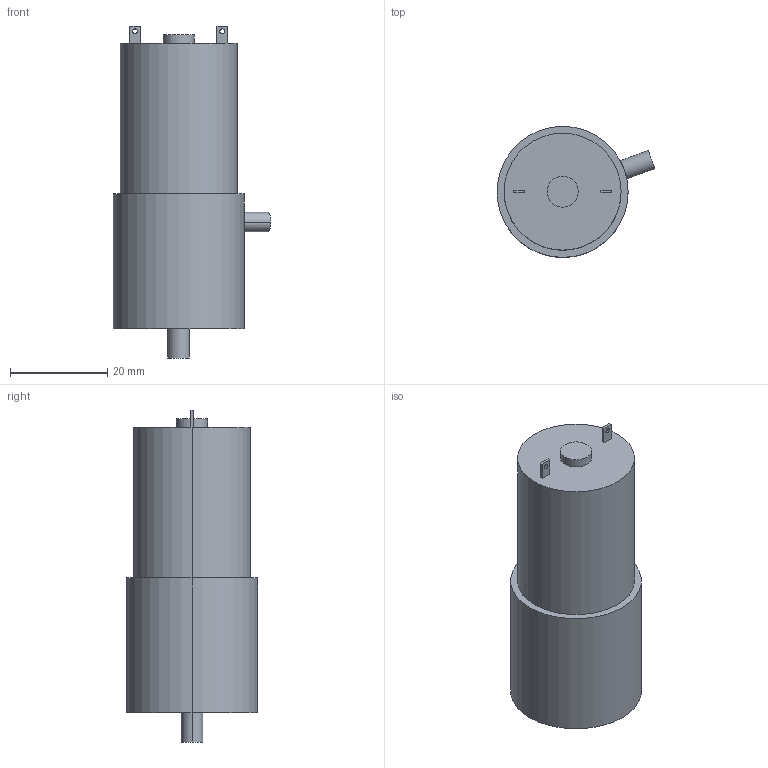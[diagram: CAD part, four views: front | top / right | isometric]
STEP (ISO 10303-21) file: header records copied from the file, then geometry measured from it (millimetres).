
FILE_DESCRIPTION (( 'STEP AP214' ), '1' );
FILE_NAME ('GENERIC-370_vaccum-pump-12V-4Lmin.STEP', '2025-12-06T20:03:51', ( '' ), ( '' ), 'SwSTEP 2.0', 'SolidWorks 2025', '' );
FILE_SCHEMA (( 'AUTOMOTIVE_DESIGN' ));
Length unit declared in the file: millimetre
Products named in the file (1): GENERIC-370_vaccum-pump-12V-4Lmin
Bounding box: 32.51 x 27 x 68.4 mm (x, y, z)
Volume: 30290.2 mm3; surface area: 6109.1 mm2
Topology: 2 solids, 2 shells, 31 faces, 66 edges, 44 vertices
Faces by surface type: plane 16, cylinder 15
Entity records: 936 total; most frequent: CARTESIAN_POINT 196, DIRECTION 154, ORIENTED_EDGE 132, EDGE_CURVE 66, AXIS2_PLACEMENT_3D 58, VERTEX_POINT 44, EDGE_LOOP 40, LINE 38
